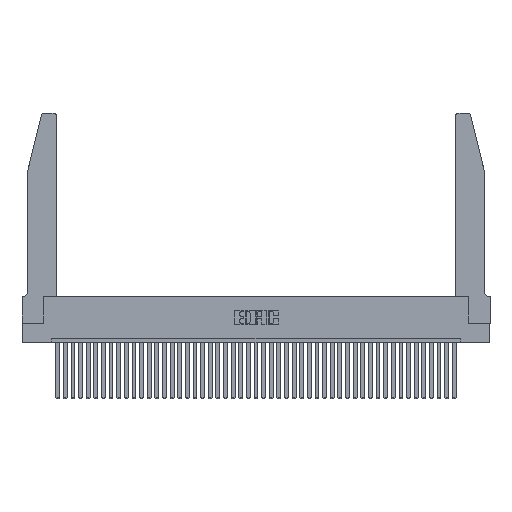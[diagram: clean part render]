
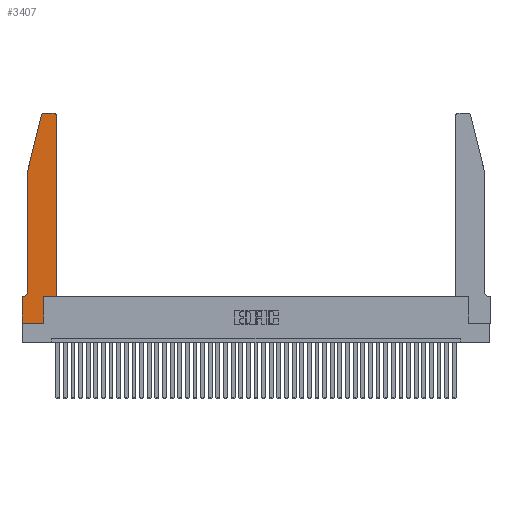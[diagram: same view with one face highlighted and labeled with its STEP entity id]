
A CAD part, top view. The second image highlights one B-rep face of the part: STEP entity #3407.
In plain terms, the highlighted planar face has unit normal (0, 0, 1).
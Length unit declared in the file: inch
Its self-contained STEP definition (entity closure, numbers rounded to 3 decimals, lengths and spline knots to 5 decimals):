
#856 = VECTOR ( 'NONE', #29919, 39.37008 ) ;
#2274 = VERTEX_POINT ( 'NONE', #19068 ) ;
#3407 = ADVANCED_FACE ( 'NONE', ( #10718 ), #27062, .T. ) ;
#4502 = VERTEX_POINT ( 'NONE', #26427 ) ;
#4596 = EDGE_CURVE ( 'NONE', #2274, #38723, #37128, .T. ) ;
#4689 = CARTESIAN_POINT ( 'NONE',  ( 0.0755, 2., 0.37 ) ) ;
#4760 = CARTESIAN_POINT ( 'NONE',  ( 0.4505, 0.35, 0.37 ) ) ;
#5093 = CIRCLE ( 'NONE', #6347, 0.03 ) ;
#5181 = EDGE_CURVE ( 'NONE', #34186, #27519, #35027, .T. ) ;
#5739 = CARTESIAN_POINT ( 'NONE',  ( 0.4505, 2.72, 0.37 ) ) ;
#6231 = EDGE_CURVE ( 'NONE', #17352, #42698, #34998, .T. ) ;
#6347 = AXIS2_PLACEMENT_3D ( 'NONE', #36075, #16176, #41999 ) ;
#6692 = CARTESIAN_POINT ( 'NONE',  ( 0.2605, 2.75, 0.37 ) ) ;
#6890 = AXIS2_PLACEMENT_3D ( 'NONE', #33784, #23377, #21040 ) ;
#7349 = CARTESIAN_POINT ( 'NONE',  ( 0.0055, 0.35, 0.37 ) ) ;
#7711 = DIRECTION ( 'NONE',  ( 1., 0., 0. ) ) ;
#8202 = CARTESIAN_POINT ( 'NONE',  ( 0.2865, 0.35, 0.37 ) ) ;
#9271 = EDGE_CURVE ( 'NONE', #21641, #11665, #29211, .T. ) ;
#9332 = CARTESIAN_POINT ( 'NONE',  ( 0.0755, 0.35, 0.37 ) ) ;
#9337 = VECTOR ( 'NONE', #39176, 39.37008 ) ;
#9372 = CARTESIAN_POINT ( 'NONE',  ( 0.4505, 0.35, 0.37 ) ) ;
#10548 = CARTESIAN_POINT ( 'NONE',  ( 0.25487, 2.72718, 0.37 ) ) ;
#10718 = FACE_OUTER_BOUND ( 'NONE', #23094, .T. ) ;
#10772 = DIRECTION ( 'NONE',  ( 0., 1., 0. ) ) ;
#10885 = VECTOR ( 'NONE', #26432, 39.37008 ) ;
#11665 = VERTEX_POINT ( 'NONE', #28142 ) ;
#12049 = VERTEX_POINT ( 'NONE', #12071 ) ;
#12071 = CARTESIAN_POINT ( 'NONE',  ( 0., 0., 0.37 ) ) ;
#12211 = DIRECTION ( 'NONE',  ( -1., 0., 0. ) ) ;
#12788 = CARTESIAN_POINT ( 'NONE',  ( 0.0055, 0.42, 0.37 ) ) ;
#14666 = EDGE_CURVE ( 'NONE', #37815, #30640, #5093, .T. ) ;
#14679 = EDGE_CURVE ( 'NONE', #11665, #12049, #21230, .T. ) ;
#15628 = EDGE_CURVE ( 'NONE', #30640, #2274, #30973, .T. ) ;
#15805 = ORIENTED_EDGE ( 'NONE', *, *, #14679, .T. ) ;
#16131 = DIRECTION ( 'NONE',  ( 0., 0., -1. ) ) ;
#16176 = DIRECTION ( 'NONE',  ( 0., 0., 1. ) ) ;
#16558 = ORIENTED_EDGE ( 'NONE', *, *, #31403, .T. ) ;
#16893 = CARTESIAN_POINT ( 'NONE',  ( 0.4505, 0.35, 0.37 ) ) ;
#17352 = VERTEX_POINT ( 'NONE', #39635 ) ;
#18069 = ORIENTED_EDGE ( 'NONE', *, *, #9271, .T. ) ;
#18236 = ORIENTED_EDGE ( 'NONE', *, *, #27356, .T. ) ;
#19068 = CARTESIAN_POINT ( 'NONE',  ( 0.284, 2.75, 0.37 ) ) ;
#19798 = VECTOR ( 'NONE', #10772, 39.37008 ) ;
#19947 = CARTESIAN_POINT ( 'NONE',  ( 0., 0., 0.37 ) ) ;
#20043 = CARTESIAN_POINT ( 'NONE',  ( 0., 0., 0.37 ) ) ;
#20969 = CARTESIAN_POINT ( 'NONE',  ( 0.0755, 0.42, 0.37 ) ) ;
#21040 = DIRECTION ( 'NONE',  ( 1., 0., 0. ) ) ;
#21230 = LINE ( 'NONE', #19947, #41434 ) ;
#21641 = VERTEX_POINT ( 'NONE', #7349 ) ;
#21682 = CARTESIAN_POINT ( 'NONE',  ( 0.4205, 2.75, 0.37 ) ) ;
#23094 = EDGE_LOOP ( 'NONE', ( #28534, #26932, #41091, #33697, #38695, #18069, #15805, #16558, #18236, #34647, #30964, #30532 ) ) ;
#23377 = DIRECTION ( 'NONE',  ( 0., 0., 1. ) ) ;
#24193 = EDGE_CURVE ( 'NONE', #38723, #17352, #30101, .T. ) ;
#24566 = VECTOR ( 'NONE', #30956, 39.37008 ) ;
#25144 = VECTOR ( 'NONE', #35620, 39.37008 ) ;
#26427 = CARTESIAN_POINT ( 'NONE',  ( 0.2865, 0., 0.37 ) ) ;
#26432 = DIRECTION ( 'NONE',  ( 1., 0., 0. ) ) ;
#26932 = ORIENTED_EDGE ( 'NONE', *, *, #4596, .T. ) ;
#27062 = PLANE ( 'NONE',  #33853 ) ;
#27356 = EDGE_CURVE ( 'NONE', #4502, #34186, #34476, .T. ) ;
#27519 = VERTEX_POINT ( 'NONE', #9372 ) ;
#27626 = DIRECTION ( 'NONE',  ( 0., 0., 1. ) ) ;
#28142 = CARTESIAN_POINT ( 'NONE',  ( 0., 0.35, 0.37 ) ) ;
#28534 = ORIENTED_EDGE ( 'NONE', *, *, #15628, .T. ) ;
#28619 = LINE ( 'NONE', #4760, #19798 ) ;
#29211 = LINE ( 'NONE', #9332, #35465 ) ;
#29919 = DIRECTION ( 'NONE',  ( -1., 0., 0. ) ) ;
#30101 = LINE ( 'NONE', #35540, #9337 ) ;
#30532 = ORIENTED_EDGE ( 'NONE', *, *, #14666, .T. ) ;
#30640 = VERTEX_POINT ( 'NONE', #21682 ) ;
#30956 = DIRECTION ( 'NONE',  ( 0., -1., 0. ) ) ;
#30964 = ORIENTED_EDGE ( 'NONE', *, *, #31658, .T. ) ;
#30973 = LINE ( 'NONE', #6692, #856 ) ;
#31403 = EDGE_CURVE ( 'NONE', #12049, #4502, #41587, .T. ) ;
#31658 = EDGE_CURVE ( 'NONE', #27519, #37815, #28619, .T. ) ;
#33697 = ORIENTED_EDGE ( 'NONE', *, *, #6231, .T. ) ;
#33784 = CARTESIAN_POINT ( 'NONE',  ( 0.284, 2.72, 0.37 ) ) ;
#33853 = AXIS2_PLACEMENT_3D ( 'NONE', #40520, #27626, #7711 ) ;
#34186 = VERTEX_POINT ( 'NONE', #41149 ) ;
#34191 = DIRECTION ( 'NONE',  ( 0., 1., 0. ) ) ;
#34476 = LINE ( 'NONE', #8202, #42054 ) ;
#34647 = ORIENTED_EDGE ( 'NONE', *, *, #5181, .T. ) ;
#34998 = LINE ( 'NONE', #4689, #24566 ) ;
#35027 = LINE ( 'NONE', #16893, #25144 ) ;
#35415 = EDGE_CURVE ( 'NONE', #42698, #21641, #39278, .T. ) ;
#35464 = DIRECTION ( 'NONE',  ( -1., 0., 0. ) ) ;
#35465 = VECTOR ( 'NONE', #35464, 39.37008 ) ;
#35540 = CARTESIAN_POINT ( 'NONE',  ( 0.0755, 2., 0.37 ) ) ;
#35620 = DIRECTION ( 'NONE',  ( 1., 0., 0. ) ) ;
#36075 = CARTESIAN_POINT ( 'NONE',  ( 0.4205, 2.72, 0.37 ) ) ;
#36319 = AXIS2_PLACEMENT_3D ( 'NONE', #12788, #16131, #12211 ) ;
#36631 = DIRECTION ( 'NONE',  ( 0., -1., 0. ) ) ;
#37128 = CIRCLE ( 'NONE', #6890, 0.03 ) ;
#37815 = VERTEX_POINT ( 'NONE', #5739 ) ;
#38695 = ORIENTED_EDGE ( 'NONE', *, *, #35415, .T. ) ;
#38723 = VERTEX_POINT ( 'NONE', #10548 ) ;
#39176 = DIRECTION ( 'NONE',  ( -0.239, -0.971, 0. ) ) ;
#39278 = CIRCLE ( 'NONE', #36319, 0.07 ) ;
#39635 = CARTESIAN_POINT ( 'NONE',  ( 0.0755, 2., 0.37 ) ) ;
#40520 = CARTESIAN_POINT ( 'NONE',  ( 0., 0.35, 0.37 ) ) ;
#41091 = ORIENTED_EDGE ( 'NONE', *, *, #24193, .T. ) ;
#41149 = CARTESIAN_POINT ( 'NONE',  ( 0.2865, 0.35, 0.37 ) ) ;
#41434 = VECTOR ( 'NONE', #36631, 39.37008 ) ;
#41587 = LINE ( 'NONE', #20043, #10885 ) ;
#41999 = DIRECTION ( 'NONE',  ( 1., 0., 0. ) ) ;
#42054 = VECTOR ( 'NONE', #34191, 39.37008 ) ;
#42698 = VERTEX_POINT ( 'NONE', #20969 ) ;
